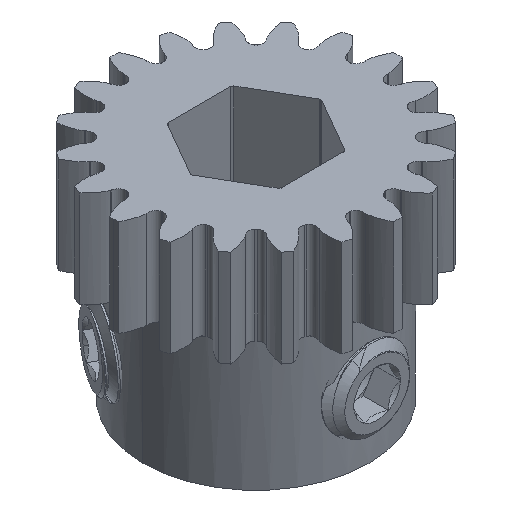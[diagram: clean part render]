
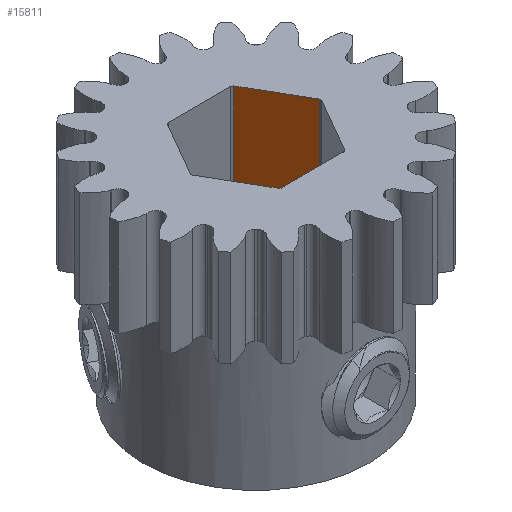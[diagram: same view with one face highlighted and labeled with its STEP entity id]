
A CAD part, isometric view. The second image highlights one B-rep face of the part: STEP entity #15811.
In plain terms, the highlighted planar face has unit normal (-0.866, -0.5, 0).
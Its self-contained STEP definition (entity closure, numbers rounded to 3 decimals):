
#5 = EDGE_LOOP ( 'NONE', ( #4031, #9086, #3090, #18024 ) ) ;
#48 = AXIS2_PLACEMENT_3D ( 'NONE', #11079, #6813, #8218 ) ;
#377 = CARTESIAN_POINT ( 'NONE',  ( 2.063, 3.427, 6. ) ) ;
#391 = LINE ( 'NONE', #16768, #3694 ) ;
#1012 = VERTEX_POINT ( 'NONE', #7958 ) ;
#1102 = LINE ( 'NONE', #13480, #2646 ) ;
#2030 = FACE_OUTER_BOUND ( 'NONE', #5, .T. ) ;
#2164 = EDGE_CURVE ( 'NONE', #9926, #13671, #3469, .T. ) ;
#2646 = VECTOR ( 'NONE', #17662, 1000. ) ;
#3090 = ORIENTED_EDGE ( 'NONE', *, *, #5678, .T. ) ;
#3165 = CARTESIAN_POINT ( 'NONE',  ( 2.063, 3.427, -19.092 ) ) ;
#3469 = LINE ( 'NONE', #11995, #5232 ) ;
#3640 = DIRECTION ( 'NONE',  ( -0.5, 0.866, 0. ) ) ;
#3694 = VECTOR ( 'NONE', #18150, 1000. ) ;
#4031 = ORIENTED_EDGE ( 'NONE', *, *, #11332, .F. ) ;
#4186 = CARTESIAN_POINT ( 'NONE',  ( 3.999, 0.073, -8. ) ) ;
#5232 = VECTOR ( 'NONE', #3640, 1000. ) ;
#5678 = EDGE_CURVE ( 'NONE', #14332, #9926, #391, .T. ) ;
#6813 = DIRECTION ( 'NONE',  ( 0.866, 0.5, 0. ) ) ;
#7487 = EDGE_CURVE ( 'NONE', #14332, #1012, #1102, .T. ) ;
#7958 = CARTESIAN_POINT ( 'NONE',  ( 2.063, 3.427, -8. ) ) ;
#8218 = DIRECTION ( 'NONE',  ( -0.5, 0.866, 0. ) ) ;
#8754 = DIRECTION ( 'NONE',  ( 0., 0., 1. ) ) ;
#9086 = ORIENTED_EDGE ( 'NONE', *, *, #7487, .F. ) ;
#9926 = VERTEX_POINT ( 'NONE', #13560 ) ;
#11079 = CARTESIAN_POINT ( 'NONE',  ( 3.031, 1.75, -19.092 ) ) ;
#11332 = EDGE_CURVE ( 'NONE', #1012, #13671, #18092, .T. ) ;
#11995 = CARTESIAN_POINT ( 'NONE',  ( 3.031, 1.75, 6. ) ) ;
#12554 = PLANE ( 'NONE',  #48 ) ;
#13480 = CARTESIAN_POINT ( 'NONE',  ( 3.031, 1.75, -8. ) ) ;
#13560 = CARTESIAN_POINT ( 'NONE',  ( 3.999, 0.073, 6. ) ) ;
#13671 = VERTEX_POINT ( 'NONE', #377 ) ;
#14332 = VERTEX_POINT ( 'NONE', #4186 ) ;
#15811 = ADVANCED_FACE ( 'NONE', ( #2030 ), #12554, .F. ) ;
#16768 = CARTESIAN_POINT ( 'NONE',  ( 3.999, 0.073, -19.092 ) ) ;
#17662 = DIRECTION ( 'NONE',  ( -0.5, 0.866, 0. ) ) ;
#17884 = VECTOR ( 'NONE', #8754, 1000. ) ;
#18024 = ORIENTED_EDGE ( 'NONE', *, *, #2164, .T. ) ;
#18092 = LINE ( 'NONE', #3165, #17884 ) ;
#18150 = DIRECTION ( 'NONE',  ( 0., 0., 1. ) ) ;
